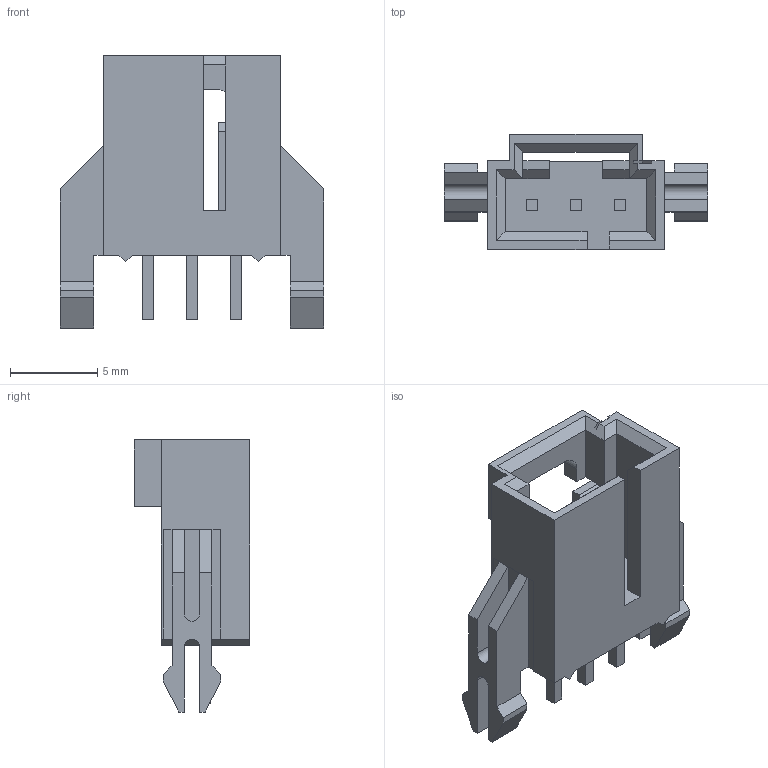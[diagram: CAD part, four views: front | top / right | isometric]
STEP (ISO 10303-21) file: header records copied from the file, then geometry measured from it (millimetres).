
FILE_DESCRIPTION((''),'2;1');
FILE_NAME('705410002','2014-04-18T',('me'),(''),'PRO/ENGINEER BY PARAMETRIC TECHNOLOGY CORPORATION, 2011490','PRO/ENGINEER BY PARAMETRIC TECHNOLOGY CORPORATION, 2011490','');
FILE_SCHEMA(('CONFIG_CONTROL_DESIGN'));
Length unit declared in the file: inch
Products named in the file (1): 705410002
Bounding box: 15.14 x 6.6 x 15.62 mm (x, y, z)
Volume: 417.6 mm3; surface area: 924.9 mm2
Topology: 1 solids, 1 shells, 142 faces, 396 edges, 260 vertices
Faces by surface type: plane 136, cylinder 6
Entity records: 4500 total; most frequent: CARTESIAN_POINT 790, ORIENTED_EDGE 772, DIRECTION 708, EDGE_CURVE 386, VECTOR 372, LINE 372, VERTEX_POINT 250, AXIS2_PLACEMENT_3D 168
